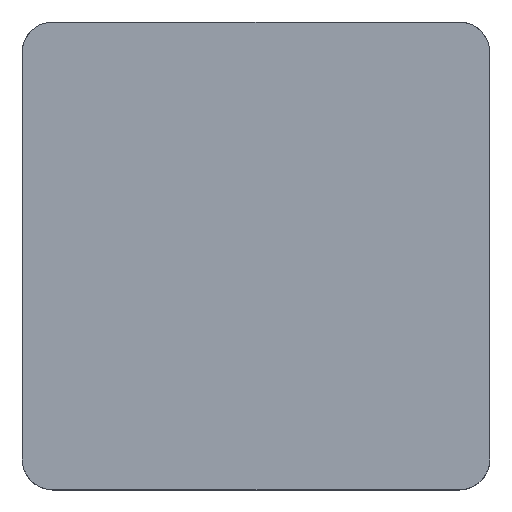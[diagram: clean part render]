
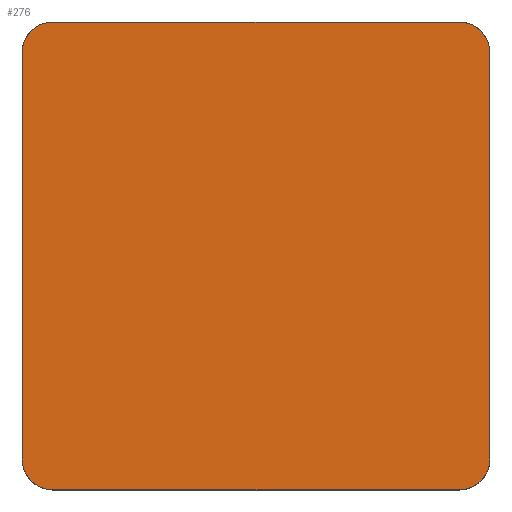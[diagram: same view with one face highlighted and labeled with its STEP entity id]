
A CAD part, top view. The second image highlights one B-rep face of the part: STEP entity #276.
In plain terms, the highlighted planar face has unit normal (0, 0, 1).
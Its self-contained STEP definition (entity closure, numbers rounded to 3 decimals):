
#4 = DIRECTION ( 'NONE',  ( 0., 0., 1. ) ) ;
#5 = ORIENTED_EDGE ( 'NONE', *, *, #1138, .T. ) ;
#8 = DIRECTION ( 'NONE',  ( 0., 1., 0. ) ) ;
#15 = ORIENTED_EDGE ( 'NONE', *, *, #497, .T. ) ;
#20 = LINE ( 'NONE', #286, #1222 ) ;
#31 = DIRECTION ( 'NONE',  ( 1., 0., 0. ) ) ;
#38 = CARTESIAN_POINT ( 'NONE',  ( 24.05, 20.875, 12.5 ) ) ;
#54 = FACE_OUTER_BOUND ( 'NONE', #768, .T. ) ;
#57 = AXIS2_PLACEMENT_3D ( 'NONE', #735, #4, #630 ) ;
#75 = CARTESIAN_POINT ( 'NONE',  ( 20.875, 20.875, 12.5 ) ) ;
#80 = CARTESIAN_POINT ( 'NONE',  ( -24.05, 20.875, 12.5 ) ) ;
#82 = CIRCLE ( 'NONE', #739, 3.175 ) ;
#104 = CARTESIAN_POINT ( 'NONE',  ( 24.05, -20.875, 12.5 ) ) ;
#126 = LINE ( 'NONE', #1273, #689 ) ;
#154 = LINE ( 'NONE', #104, #1227 ) ;
#158 = VERTEX_POINT ( 'NONE', #435 ) ;
#189 = DIRECTION ( 'NONE',  ( 1., 0., 0. ) ) ;
#200 = VERTEX_POINT ( 'NONE', #543 ) ;
#276 = ADVANCED_FACE ( 'NONE', ( #54 ), #1079, .T. ) ;
#280 = CIRCLE ( 'NONE', #1265, 3.175 ) ;
#286 = CARTESIAN_POINT ( 'NONE',  ( -20.875, -24.05, 12.5 ) ) ;
#304 = CARTESIAN_POINT ( 'NONE',  ( -20.875, 20.875, 12.5 ) ) ;
#348 = VERTEX_POINT ( 'NONE', #834 ) ;
#385 = CIRCLE ( 'NONE', #57, 3.175 ) ;
#435 = CARTESIAN_POINT ( 'NONE',  ( -20.875, 24.05, 12.5 ) ) ;
#456 = ORIENTED_EDGE ( 'NONE', *, *, #608, .T. ) ;
#469 = EDGE_CURVE ( 'NONE', #757, #348, #385, .T. ) ;
#497 = EDGE_CURVE ( 'NONE', #158, #1116, #634, .T. ) ;
#504 = ORIENTED_EDGE ( 'NONE', *, *, #1183, .T. ) ;
#543 = CARTESIAN_POINT ( 'NONE',  ( 24.05, -20.875, 12.5 ) ) ;
#571 = DIRECTION ( 'NONE',  ( 0., 0., 1. ) ) ;
#608 = EDGE_CURVE ( 'NONE', #822, #1249, #280, .T. ) ;
#610 = DIRECTION ( 'NONE',  ( 1., 0., 0. ) ) ;
#630 = DIRECTION ( 'NONE',  ( 1., 0., 0. ) ) ;
#634 = CIRCLE ( 'NONE', #686, 3.175 ) ;
#643 = LINE ( 'NONE', #80, #898 ) ;
#653 = ORIENTED_EDGE ( 'NONE', *, *, #1004, .T. ) ;
#659 = CARTESIAN_POINT ( 'NONE',  ( 20.875, 24.05, 12.5 ) ) ;
#686 = AXIS2_PLACEMENT_3D ( 'NONE', #304, #933, #189 ) ;
#689 = VECTOR ( 'NONE', #1164, 1000. ) ;
#706 = DIRECTION ( 'NONE',  ( 0., 0., 1. ) ) ;
#721 = DIRECTION ( 'NONE',  ( 0., 0., 1. ) ) ;
#735 = CARTESIAN_POINT ( 'NONE',  ( -20.875, -20.875, 12.5 ) ) ;
#739 = AXIS2_PLACEMENT_3D ( 'NONE', #1306, #571, #1205 ) ;
#757 = VERTEX_POINT ( 'NONE', #888 ) ;
#768 = EDGE_LOOP ( 'NONE', ( #456, #962, #15, #5, #1325, #504, #1220, #653 ) ) ;
#795 = EDGE_CURVE ( 'NONE', #1089, #200, #82, .T. ) ;
#822 = VERTEX_POINT ( 'NONE', #38 ) ;
#834 = CARTESIAN_POINT ( 'NONE',  ( -20.875, -24.05, 12.5 ) ) ;
#835 = CARTESIAN_POINT ( 'NONE',  ( 20.875, -24.05, 12.5 ) ) ;
#888 = CARTESIAN_POINT ( 'NONE',  ( -24.05, -20.875, 12.5 ) ) ;
#898 = VECTOR ( 'NONE', #925, 1000. ) ;
#925 = DIRECTION ( 'NONE',  ( 0., -1., 0. ) ) ;
#933 = DIRECTION ( 'NONE',  ( 0., 0., 1. ) ) ;
#961 = DIRECTION ( 'NONE',  ( 1., 0., 0. ) ) ;
#962 = ORIENTED_EDGE ( 'NONE', *, *, #1016, .T. ) ;
#998 = AXIS2_PLACEMENT_3D ( 'NONE', #1259, #721, #31 ) ;
#1004 = EDGE_CURVE ( 'NONE', #200, #822, #154, .T. ) ;
#1016 = EDGE_CURVE ( 'NONE', #1249, #158, #126, .T. ) ;
#1079 = PLANE ( 'NONE',  #998 ) ;
#1089 = VERTEX_POINT ( 'NONE', #835 ) ;
#1116 = VERTEX_POINT ( 'NONE', #1353 ) ;
#1138 = EDGE_CURVE ( 'NONE', #1116, #757, #643, .T. ) ;
#1164 = DIRECTION ( 'NONE',  ( -1., 0., 0. ) ) ;
#1183 = EDGE_CURVE ( 'NONE', #348, #1089, #20, .T. ) ;
#1205 = DIRECTION ( 'NONE',  ( 1., 0., 0. ) ) ;
#1220 = ORIENTED_EDGE ( 'NONE', *, *, #795, .T. ) ;
#1222 = VECTOR ( 'NONE', #961, 1000. ) ;
#1227 = VECTOR ( 'NONE', #8, 1000. ) ;
#1249 = VERTEX_POINT ( 'NONE', #659 ) ;
#1259 = CARTESIAN_POINT ( 'NONE',  ( 20.875, 20.875, 12.5 ) ) ;
#1265 = AXIS2_PLACEMENT_3D ( 'NONE', #75, #706, #610 ) ;
#1273 = CARTESIAN_POINT ( 'NONE',  ( 20.875, 24.05, 12.5 ) ) ;
#1306 = CARTESIAN_POINT ( 'NONE',  ( 20.875, -20.875, 12.5 ) ) ;
#1325 = ORIENTED_EDGE ( 'NONE', *, *, #469, .T. ) ;
#1353 = CARTESIAN_POINT ( 'NONE',  ( -24.05, 20.875, 12.5 ) ) ;
